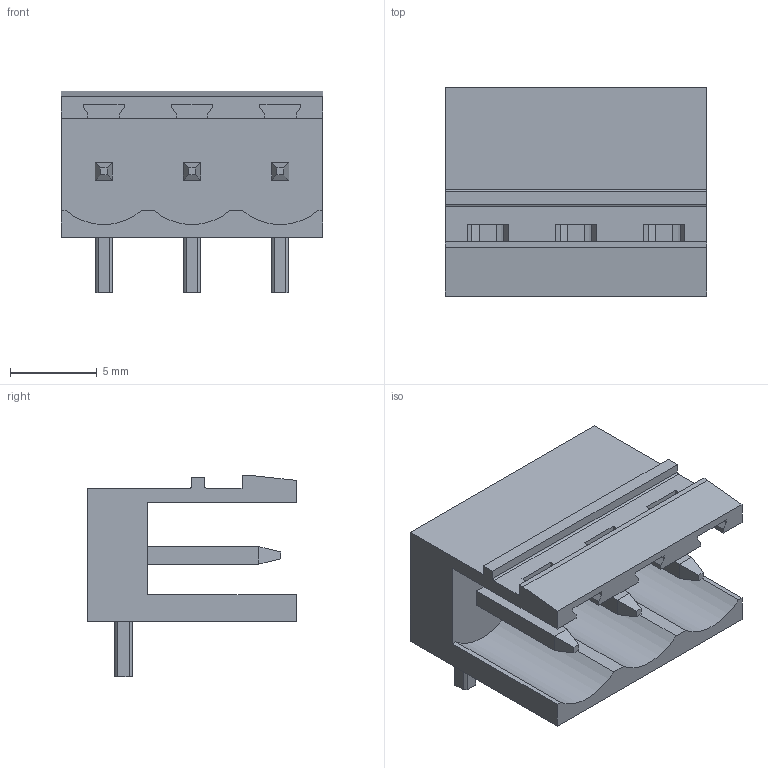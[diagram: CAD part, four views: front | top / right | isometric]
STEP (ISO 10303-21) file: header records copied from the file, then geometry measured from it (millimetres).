
FILE_DESCRIPTION((''),'2;1');
FILE_NAME('WEIDMULLER_1146740000.stp','2012-12-13T12:14:24',(''),(''),'Mechanical Desktop 2011','Mechanical Desktop 2011',', , ');
FILE_SCHEMA(('AUTOMOTIVE_DESIGN { 1 2 10303 214 1 1 1 1 }'));
Length unit declared in the file: millimetre
Products named in the file (1): Product
Bounding box: 15.04 x 12 x 11.63 mm (x, y, z)
Volume: 686.3 mm3; surface area: 1138.2 mm2
Topology: 7 solids, 7 shells, 109 faces, 285 edges, 184 vertices
Faces by surface type: plane 92, cylinder 17
Entity records: 3347 total; most frequent: CARTESIAN_POINT 579, ORIENTED_EDGE 570, DIRECTION 539, EDGE_CURVE 285, VECTOR 251, LINE 251, VERTEX_POINT 184, AXIS2_PLACEMENT_3D 144
